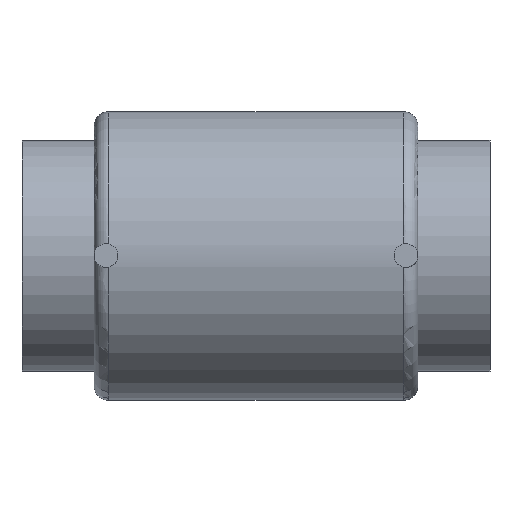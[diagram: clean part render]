
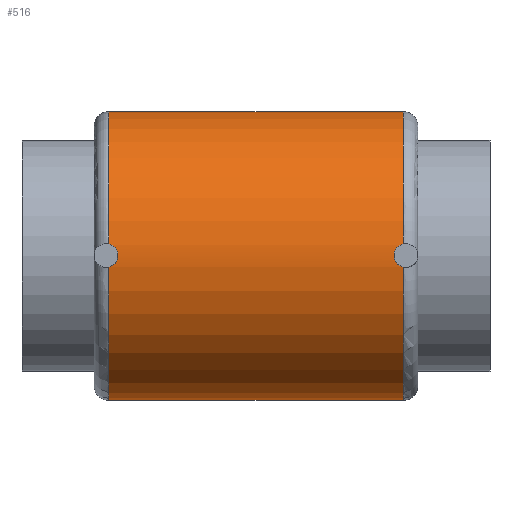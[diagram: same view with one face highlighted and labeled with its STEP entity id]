
A CAD part, top view. The second image highlights one B-rep face of the part: STEP entity #516.
In plain terms, the highlighted cylindrical face has radius 12.7 mm (diameter 25.4 mm), a partial arc.
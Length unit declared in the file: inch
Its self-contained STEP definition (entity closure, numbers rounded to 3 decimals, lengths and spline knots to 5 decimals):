
#69=CARTESIAN_POINT('',(0.51,0.04,0.4984));
#84=CARTESIAN_POINT('',(0.51,-0.04,0.4984));
#113=DIRECTION('',(1.,0.,0.));
#114=VECTOR('',#113,1.02);
#115=CARTESIAN_POINT('',(-0.51,-0.5,0.));
#116=LINE('',#115,#114);
#117=CARTESIAN_POINT('',(-0.51,-0.04,0.4984));
#118=CARTESIAN_POINT('',(-0.50804,-0.03956,
0.49843));
#119=CARTESIAN_POINT('',(-0.50419,-0.0384,
0.49853));
#120=CARTESIAN_POINT('',(-0.49858,-0.03573,
0.49872));
#121=CARTESIAN_POINT('',(-0.49344,-0.03226,
0.49896));
#122=CARTESIAN_POINT('',(-0.4889,-0.02806,
0.49922));
#123=CARTESIAN_POINT('',(-0.48504,-0.02325,
0.49947));
#124=CARTESIAN_POINT('',(-0.48195,-0.01791,
0.49969));
#125=CARTESIAN_POINT('',(-0.47969,-0.01217,
0.49986));
#126=CARTESIAN_POINT('',(-0.47831,-0.00614,
0.49997));
#127=CARTESIAN_POINT('',(-0.478,-0.00206,0.5));
#128=CARTESIAN_POINT('',(-0.478,0.,0.5));
#130=CARTESIAN_POINT('',(-0.478,0.,0.5));
#131=CARTESIAN_POINT('',(-0.478,0.00206,0.5));
#132=CARTESIAN_POINT('',(-0.47831,0.00614,
0.49997));
#133=CARTESIAN_POINT('',(-0.47969,0.01217,
0.49986));
#134=CARTESIAN_POINT('',(-0.48195,0.01791,
0.49969));
#135=CARTESIAN_POINT('',(-0.48505,0.02326,
0.49947));
#136=CARTESIAN_POINT('',(-0.4889,0.02806,
0.49922));
#137=CARTESIAN_POINT('',(-0.49345,0.03226,
0.49896));
#138=CARTESIAN_POINT('',(-0.49858,0.03574,
0.49872));
#139=CARTESIAN_POINT('',(-0.50421,0.0384,
0.49852));
#140=CARTESIAN_POINT('',(-0.50805,0.03956,
0.49843));
#141=CARTESIAN_POINT('',(-0.51,0.04,0.4984));
#143=CARTESIAN_POINT('',(-0.51,0.,0.));
#144=DIRECTION('',(-1.,0.,0.));
#145=DIRECTION('',(0.,0.08,0.997));
#146=AXIS2_PLACEMENT_3D('',#143,#144,#145);
#148=DIRECTION('',(1.,0.,0.));
#149=VECTOR('',#148,1.02);
#150=CARTESIAN_POINT('',(-0.51,0.5,0.));
#151=LINE('',#150,#149);
#152=CARTESIAN_POINT('',(0.51,0.,0.));
#153=DIRECTION('',(1.,0.,0.));
#154=DIRECTION('',(0.,1.,0.));
#155=AXIS2_PLACEMENT_3D('',#152,#153,#154);
#157=CARTESIAN_POINT('',(0.51,0.04,0.4984));
#158=CARTESIAN_POINT('',(0.50803,0.03956,
0.49843));
#159=CARTESIAN_POINT('',(0.50419,0.03839,
0.49853));
#160=CARTESIAN_POINT('',(0.49857,0.03573,
0.49872));
#161=CARTESIAN_POINT('',(0.49344,0.03226,
0.49896));
#162=CARTESIAN_POINT('',(0.4889,0.02806,
0.49922));
#163=CARTESIAN_POINT('',(0.48504,0.02325,
0.49947));
#164=CARTESIAN_POINT('',(0.48195,0.01791,
0.49969));
#165=CARTESIAN_POINT('',(0.47968,0.01217,
0.49986));
#166=CARTESIAN_POINT('',(0.47831,0.00614,
0.49997));
#167=CARTESIAN_POINT('',(0.478,0.00206,0.5));
#168=CARTESIAN_POINT('',(0.478,0.,0.5));
#170=CARTESIAN_POINT('',(0.478,0.,0.5));
#171=CARTESIAN_POINT('',(0.478,-0.00206,0.5));
#172=CARTESIAN_POINT('',(0.47831,-0.00614,
0.49997));
#173=CARTESIAN_POINT('',(0.47969,-0.01217,
0.49986));
#174=CARTESIAN_POINT('',(0.48195,-0.01791,
0.49969));
#175=CARTESIAN_POINT('',(0.48505,-0.02326,
0.49947));
#176=CARTESIAN_POINT('',(0.4889,-0.02806,
0.49922));
#177=CARTESIAN_POINT('',(0.49345,-0.03226,
0.49896));
#178=CARTESIAN_POINT('',(0.49858,-0.03574,
0.49872));
#179=CARTESIAN_POINT('',(0.50421,-0.0384,
0.49852));
#180=CARTESIAN_POINT('',(0.50804,-0.03956,
0.49843));
#181=CARTESIAN_POINT('',(0.51,-0.04,0.4984));
#183=CARTESIAN_POINT('',(0.51,0.,0.));
#184=DIRECTION('',(1.,0.,0.));
#185=DIRECTION('',(0.,-0.08,0.997));
#186=AXIS2_PLACEMENT_3D('',#183,#184,#185);
#188=CARTESIAN_POINT('',(-0.51,0.,0.));
#189=DIRECTION('',(-1.,0.,0.));
#190=DIRECTION('',(0.,-1.,0.));
#191=AXIS2_PLACEMENT_3D('',#188,#189,#190);
#214=CARTESIAN_POINT('',(-0.51,-0.04,0.4984));
#221=CARTESIAN_POINT('',(-0.51,0.04,0.4984));
#285=CARTESIAN_POINT('',(0.51,-0.5,0.));
#286=CARTESIAN_POINT('',(0.51,0.5,0.));
#287=VERTEX_POINT('',#285);
#288=VERTEX_POINT('',#286);
#289=CARTESIAN_POINT('',(-0.51,0.5,0.));
#290=CARTESIAN_POINT('',(-0.51,-0.5,0.));
#291=VERTEX_POINT('',#289);
#292=VERTEX_POINT('',#290);
#305=VERTEX_POINT('',#84);
#307=VERTEX_POINT('',#69);
#309=VERTEX_POINT('',#214);
#310=VERTEX_POINT('',#221);
#311=CARTESIAN_POINT('',(-0.478,0.,0.5));
#312=VERTEX_POINT('',#311);
#313=CARTESIAN_POINT('',(0.478,0.,0.5));
#314=VERTEX_POINT('',#313);
#495=CARTESIAN_POINT('',(-0.56,0.,0.));
#496=DIRECTION('',(1.,0.,0.));
#497=DIRECTION('',(0.,-1.,0.));
#498=AXIS2_PLACEMENT_3D('',#495,#496,#497);
#499=CYLINDRICAL_SURFACE('',#498,0.5);
#501=ORIENTED_EDGE('',*,*,#500,.T.);
#503=ORIENTED_EDGE('',*,*,#502,.T.);
#505=ORIENTED_EDGE('',*,*,#504,.T.);
#506=ORIENTED_EDGE('',*,*,#486,.T.);
#507=ORIENTED_EDGE('',*,*,#424,.T.);
#508=ORIENTED_EDGE('',*,*,#444,.T.);
#509=ORIENTED_EDGE('',*,*,#456,.T.);
#510=ORIENTED_EDGE('',*,*,#472,.T.);
#511=ORIENTED_EDGE('',*,*,#490,.F.);
#513=ORIENTED_EDGE('',*,*,#512,.T.);
#514=EDGE_LOOP('',(#501,#503,#505,#506,#507,#508,#509,#510,#511,#513));
#515=FACE_OUTER_BOUND('',#514,.F.);
#129=B_SPLINE_CURVE_WITH_KNOTS('',3,(#117,#118,#119,#120,#121,#122,#123,#124,
#125,#126,#127,#128),.UNSPECIFIED.,.F.,.F.,(4,1,1,1,1,1,1,1,1,4),(0.,
0.11111,0.22222,0.33333,0.44444,
0.55556,0.66667,0.77778,0.88889,1.),
.UNSPECIFIED.);
#142=B_SPLINE_CURVE_WITH_KNOTS('',3,(#130,#131,#132,#133,#134,#135,#136,#137,
#138,#139,#140,#141),.UNSPECIFIED.,.F.,.F.,(4,1,1,1,1,1,1,1,1,4),(0.,
0.11111,0.22222,0.33333,0.44444,
0.55556,0.66667,0.77778,0.88889,1.),
.UNSPECIFIED.);
#147=CIRCLE('',#146,0.5);
#156=CIRCLE('',#155,0.5);
#169=B_SPLINE_CURVE_WITH_KNOTS('',3,(#157,#158,#159,#160,#161,#162,#163,#164,
#165,#166,#167,#168),.UNSPECIFIED.,.F.,.F.,(4,1,1,1,1,1,1,1,1,4),(0.,
0.11111,0.22222,0.33333,0.44444,
0.55556,0.66667,0.77778,0.88889,1.),
.UNSPECIFIED.);
#182=B_SPLINE_CURVE_WITH_KNOTS('',3,(#170,#171,#172,#173,#174,#175,#176,#177,
#178,#179,#180,#181),.UNSPECIFIED.,.F.,.F.,(4,1,1,1,1,1,1,1,1,4),(0.,
0.11111,0.22222,0.33333,0.44444,
0.55556,0.66667,0.77778,0.88889,1.),
.UNSPECIFIED.);
#187=CIRCLE('',#186,0.5);
#192=CIRCLE('',#191,0.5);
#424=EDGE_CURVE('',#288,#307,#156,.T.);
#444=EDGE_CURVE('',#307,#314,#169,.T.);
#456=EDGE_CURVE('',#314,#305,#182,.T.);
#472=EDGE_CURVE('',#305,#287,#187,.T.);
#486=EDGE_CURVE('',#291,#288,#151,.T.);
#490=EDGE_CURVE('',#292,#287,#116,.T.);
#500=EDGE_CURVE('',#309,#312,#129,.T.);
#502=EDGE_CURVE('',#312,#310,#142,.T.);
#504=EDGE_CURVE('',#310,#291,#147,.T.);
#512=EDGE_CURVE('',#292,#309,#192,.T.);
#516=ADVANCED_FACE('',(#515),#499,.T.);
